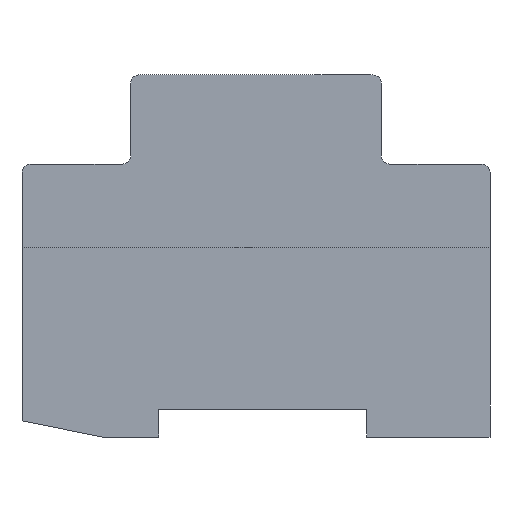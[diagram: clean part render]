
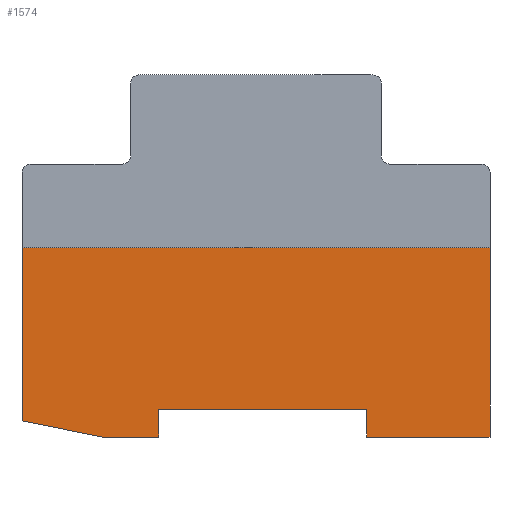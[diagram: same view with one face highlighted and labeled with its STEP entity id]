
A CAD part, left-side view. The second image highlights one B-rep face of the part: STEP entity #1574.
In plain terms, the highlighted planar face has unit normal (-1, 0, 0).
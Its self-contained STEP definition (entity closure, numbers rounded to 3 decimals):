
#158=FACE_OUTER_BOUND($,#260,.T.);
#260=EDGE_LOOP($,(#1066,#1067,#1068,#1069,#1070,#1071,#1072,#1073,#1074));
#393=LINE($,#2358,#542);
#394=LINE($,#2360,#543);
#395=LINE($,#2362,#544);
#396=LINE($,#2364,#545);
#397=LINE($,#2366,#546);
#398=LINE($,#2368,#547);
#399=LINE($,#2370,#548);
#400=LINE($,#2372,#549);
#401=LINE($,#2373,#550);
#542=VECTOR($,#1859,84.);
#543=VECTOR($,#1860,31.1);
#544=VECTOR($,#1861,14.689);
#545=VECTOR($,#1862,10.1);
#546=VECTOR($,#1863,5.);
#547=VECTOR($,#1864,37.4);
#548=VECTOR($,#1865,5.);
#549=VECTOR($,#1866,22.1);
#550=VECTOR($,#1867,34.);
#691=VERTEX_POINT($,#2356);
#692=VERTEX_POINT($,#2357);
#693=VERTEX_POINT($,#2359);
#694=VERTEX_POINT($,#2361);
#695=VERTEX_POINT($,#2363);
#696=VERTEX_POINT($,#2365);
#697=VERTEX_POINT($,#2367);
#698=VERTEX_POINT($,#2369);
#699=VERTEX_POINT($,#2371);
#845=EDGE_CURVE($,#691,#692,#393,.T.);
#846=EDGE_CURVE($,#693,#691,#394,.T.);
#847=EDGE_CURVE($,#694,#693,#395,.T.);
#848=EDGE_CURVE($,#695,#694,#396,.T.);
#849=EDGE_CURVE($,#696,#695,#397,.T.);
#850=EDGE_CURVE($,#697,#696,#398,.T.);
#851=EDGE_CURVE($,#698,#697,#399,.T.);
#852=EDGE_CURVE($,#699,#698,#400,.T.);
#853=EDGE_CURVE($,#692,#699,#401,.T.);
#1066=ORIENTED_EDGE($,*,*,#845,.F.);
#1067=ORIENTED_EDGE($,*,*,#846,.F.);
#1068=ORIENTED_EDGE($,*,*,#847,.F.);
#1069=ORIENTED_EDGE($,*,*,#848,.F.);
#1070=ORIENTED_EDGE($,*,*,#849,.F.);
#1071=ORIENTED_EDGE($,*,*,#850,.F.);
#1072=ORIENTED_EDGE($,*,*,#851,.F.);
#1073=ORIENTED_EDGE($,*,*,#852,.F.);
#1074=ORIENTED_EDGE($,*,*,#853,.F.);
#1508=PLANE($,#1681);
#1574=ADVANCED_FACE($,(#158),#1508,.F.);
#1681=AXIS2_PLACEMENT_3D($,#2355,#1857,#1858);
#1857=DIRECTION('center_axis',(1.,0.,0.));
#1858=DIRECTION('ref_axis',(0.,0.,-1.));
#1859=DIRECTION($,(0.,-1.,0.));
#1860=DIRECTION($,(0.,0.,1.));
#1861=DIRECTION($,(0.,0.98,0.197));
#1862=DIRECTION($,(0.,1.,0.));
#1863=DIRECTION($,(0.,0.,-1.));
#1864=DIRECTION($,(0.,1.,0.));
#1865=DIRECTION($,(0.,0.,1.));
#1866=DIRECTION($,(0.,1.,0.));
#1867=DIRECTION($,(0.,0.,-1.));
#2355=CARTESIAN_POINT('Origin',(0.,-0.508,12.425));
#2356=CARTESIAN_POINT('',(0.,42.,29.));
#2357=CARTESIAN_POINT('',(0.,-42.,29.));
#2358=CARTESIAN_POINT($,(0.,-21.254,29.));
#2359=CARTESIAN_POINT('',(0.,42.,-2.1));
#2360=CARTESIAN_POINT($,(0.,42.,20.713));
#2361=CARTESIAN_POINT('',(0.,27.6,-5.));
#2362=CARTESIAN_POINT($,(0.,22.98,-5.93));
#2363=CARTESIAN_POINT('',(0.,17.5,-5.));
#2364=CARTESIAN_POINT($,(0.,13.546,-5.));
#2365=CARTESIAN_POINT('',(0.,17.5,0.));
#2366=CARTESIAN_POINT($,(0.,17.5,3.713));
#2367=CARTESIAN_POINT('',(0.,-19.9,0.));
#2368=CARTESIAN_POINT($,(0.,8.496,0.));
#2369=CARTESIAN_POINT('',(0.,-19.9,-5.));
#2370=CARTESIAN_POINT($,(0.,-19.9,6.213));
#2371=CARTESIAN_POINT('',(0.,-42.,-5.));
#2372=CARTESIAN_POINT($,(0.,-10.204,-5.));
#2373=CARTESIAN_POINT($,(0.,-42.,3.713));
